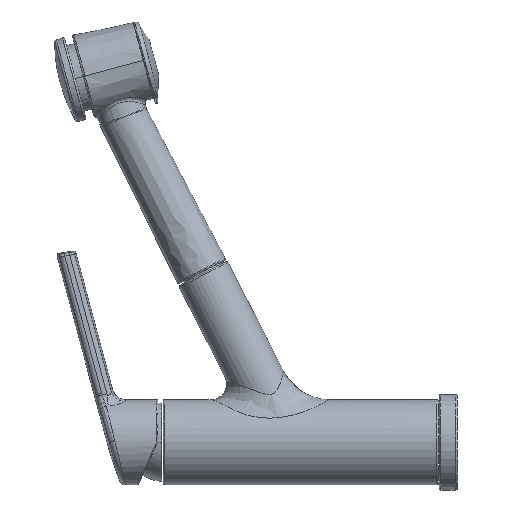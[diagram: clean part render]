
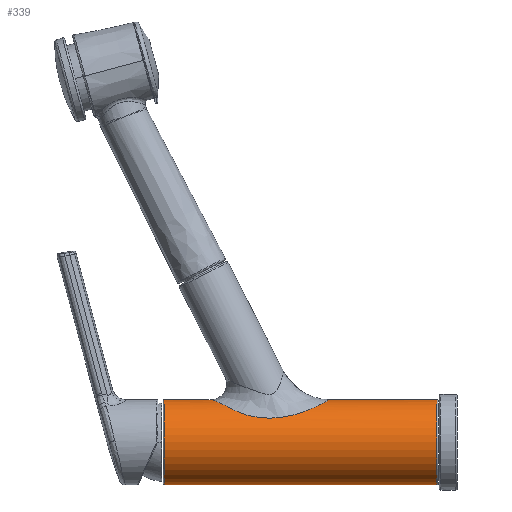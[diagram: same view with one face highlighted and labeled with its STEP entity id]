
A CAD part, left-side view. The second image highlights one B-rep face of the part: STEP entity #339.
In plain terms, the highlighted cylindrical face has radius 24.5 mm (diameter 49 mm), a partial arc.
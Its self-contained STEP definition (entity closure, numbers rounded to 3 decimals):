
#339=ADVANCED_FACE('',(#670),#671,.T.);
#670=FACE_OUTER_BOUND('',#5097,.T.);
#671=CYLINDRICAL_SURFACE('',#5098,24.5);
#5097=EDGE_LOOP('',(#6034,#6035,#6036,#6037,#6038,#6039));
#5098=AXIS2_PLACEMENT_3D('',#6040,#6041,#6042);
#6034=ORIENTED_EDGE('',*,*,#6464,.T.);
#6035=ORIENTED_EDGE('',*,*,#6458,.T.);
#6036=ORIENTED_EDGE('',*,*,#6463,.T.);
#6037=ORIENTED_EDGE('',*,*,#6471,.T.);
#6038=ORIENTED_EDGE('',*,*,#6461,.T.);
#6039=ORIENTED_EDGE('',*,*,#6470,.T.);
#6040=CARTESIAN_POINT('',(0.0,-11.433,0.));
#6041=DIRECTION('',(0.0,-1.0,0.0));
#6042=DIRECTION('',(0.0,0.0,1.0));
#6458=EDGE_CURVE('',#7021,#7019,#7022,.T.);
#6461=EDGE_CURVE('',#7025,#7026,#7027,.T.);
#6463=EDGE_CURVE('',#7019,#7028,#7030,.T.);
#6464=EDGE_CURVE('',#7031,#7021,#7032,.T.);
#6470=EDGE_CURVE('',#7026,#7031,#7040,.T.);
#6471=EDGE_CURVE('',#7028,#7025,#7041,.T.);
#7019=VERTEX_POINT('',#10985);
#7021=VERTEX_POINT('',#10987);
#7022=B_SPLINE_CURVE_WITH_KNOTS('',3,(#10988,#10989,#10990,#10991,#10992,#10993,#10994,#10995,#10996,#10997,#10998,#10999,#11000,#11001,#11002,#11003,#11004,#11005,#11006,#11007,#11008,#11009,#11010,#11011,#11012,#11013,#11014,#11015,#11016,#11017,#11018,#11019,#11020,#11021,#11022,#11023,#11024,#11025,#11026,#11027,#11028,#11029,#11030,#11031,#11032,#11033,#11034,#11035,#11036,#11037,#11038,#11039,#11040,#11041,#11042,#11043,#11044,#11045,#11046,#11047,#11048,#11049,#11050,#11051,#11052,#11053,#11054,#11055,#11056,#11057,#11058,#11059,#11060,#11061,#11062,#11063,#11064,#11065,#11066,#11067,#11068,#11069,#11070,#11071,#11072,#11073,#11074,#11075,#11076),.UNSPECIFIED.,.F.,.F.,(4,1,1,1,1,1,1,1,1,1,1,1,1,1,1,1,1,1,1,1,1,1,1,1,1,1,1,1,1,1,1,1,1,1,1,1,1,1,1,1,1,1,1,1,1,1,1,1,1,1,1,1,1,1,1,1,1,1,1,1,1,1,1,1,1,1,1,1,1,1,1,1,1,1,1,1,1,1,1,1,1,1,1,1,1,1,4),(0.0,0.012,0.023,0.035,0.047,0.058,0.07,0.081,0.093,0.105,0.116,0.128,0.14,0.151,0.163,0.174,0.186,0.198,0.209,0.221,0.233,0.244,0.256,0.267,0.279,0.291,0.302,0.314,0.326,0.337,0.349,0.36,0.372,0.384,0.395,0.407,0.419,0.43,0.442,0.453,0.465,0.477,0.488,0.5,0.512,0.523,0.535,0.547,0.558,0.57,0.581,0.593,0.605,0.616,0.628,0.64,0.651,0.663,0.674,0.686,0.698,0.709,0.721,0.733,0.744,0.756,0.767,0.779,0.791,0.802,0.814,0.826,0.837,0.849,0.86,0.872,0.884,0.895,0.907,0.919,0.93,0.942,0.953,0.965,0.977,0.988,1.0),.UNSPECIFIED.);
#7025=VERTEX_POINT('',#11167);
#7026=VERTEX_POINT('',#11168);
#7027=LINE('',#11169,#11170);
#7028=VERTEX_POINT('',#11171);
#7030=LINE('',#11173,#11174);
#7031=VERTEX_POINT('',#11175);
#7032=LINE('',#11176,#11177);
#7040=CIRCLE('',#11185,24.5);
#7041=CIRCLE('',#11186,24.5);
#10985=CARTESIAN_POINT('',(0.,131.351,24.5));
#10987=CARTESIAN_POINT('',(0.,62.923,24.5));
#10988=CARTESIAN_POINT('',(0.,62.923,24.5));
#10989=CARTESIAN_POINT('',(-0.189,62.923,24.5));
#10990=CARTESIAN_POINT('',(-0.567,62.931,24.496));
#10991=CARTESIAN_POINT('',(-1.136,62.967,24.476));
#10992=CARTESIAN_POINT('',(-1.706,63.028,24.443));
#10993=CARTESIAN_POINT('',(-2.278,63.113,24.396));
#10994=CARTESIAN_POINT('',(-2.852,63.224,24.336));
#10995=CARTESIAN_POINT('',(-3.429,63.361,24.261));
#10996=CARTESIAN_POINT('',(-4.01,63.526,24.172));
#10997=CARTESIAN_POINT('',(-4.594,63.718,24.068));
#10998=CARTESIAN_POINT('',(-5.182,63.94,23.948));
#10999=CARTESIAN_POINT('',(-5.775,64.193,23.812));
#11000=CARTESIAN_POINT('',(-6.373,64.478,23.659));
#11001=CARTESIAN_POINT('',(-6.975,64.798,23.489));
#11002=CARTESIAN_POINT('',(-7.581,65.155,23.3));
#11003=CARTESIAN_POINT('',(-8.192,65.549,23.093));
#11004=CARTESIAN_POINT('',(-8.806,65.985,22.866));
#11005=CARTESIAN_POINT('',(-9.423,66.463,22.619));
#11006=CARTESIAN_POINT('',(-10.043,66.987,22.35));
#11007=CARTESIAN_POINT('',(-10.663,67.558,22.061));
#11008=CARTESIAN_POINT('',(-11.284,68.18,21.751));
#11009=CARTESIAN_POINT('',(-11.902,68.855,21.419));
#11010=CARTESIAN_POINT('',(-12.516,69.585,21.066));
#11011=CARTESIAN_POINT('',(-13.125,70.373,20.692));
#11012=CARTESIAN_POINT('',(-13.725,71.219,20.299));
#11013=CARTESIAN_POINT('',(-14.313,72.127,19.888));
#11014=CARTESIAN_POINT('',(-14.888,73.096,19.462));
#11015=CARTESIAN_POINT('',(-15.444,74.127,19.023));
#11016=CARTESIAN_POINT('',(-15.98,75.219,18.575));
#11017=CARTESIAN_POINT('',(-16.492,76.37,18.122));
#11018=CARTESIAN_POINT('',(-16.976,77.576,17.669));
#11019=CARTESIAN_POINT('',(-17.43,78.834,17.222));
#11020=CARTESIAN_POINT('',(-17.851,80.142,16.784));
#11021=CARTESIAN_POINT('',(-18.237,81.488,16.363));
#11022=CARTESIAN_POINT('',(-18.587,82.869,15.964));
#11023=CARTESIAN_POINT('',(-18.901,84.28,15.591));
#11024=CARTESIAN_POINT('',(-19.178,85.715,15.248));
#11025=CARTESIAN_POINT('',(-19.42,87.172,14.938));
#11026=CARTESIAN_POINT('',(-19.627,88.646,14.664));
#11027=CARTESIAN_POINT('',(-19.801,90.13,14.429));
#11028=CARTESIAN_POINT('',(-19.941,91.628,14.234));
#11029=CARTESIAN_POINT('',(-20.05,93.131,14.081));
#11030=CARTESIAN_POINT('',(-20.127,94.631,13.97));
#11031=CARTESIAN_POINT('',(-20.173,96.124,13.903));
#11032=CARTESIAN_POINT('',(-20.19,97.596,13.879));
#11033=CARTESIAN_POINT('',(-20.177,99.046,13.897));
#11034=CARTESIAN_POINT('',(-20.136,100.47,13.957));
#11035=CARTESIAN_POINT('',(-20.067,101.862,14.056));
#11036=CARTESIAN_POINT('',(-19.969,103.234,14.195));
#11037=CARTESIAN_POINT('',(-19.844,104.578,14.369));
#11038=CARTESIAN_POINT('',(-19.692,105.886,14.577));
#11039=CARTESIAN_POINT('',(-19.513,107.155,14.816));
#11040=CARTESIAN_POINT('',(-19.307,108.387,15.084));
#11041=CARTESIAN_POINT('',(-19.074,109.581,15.378));
#11042=CARTESIAN_POINT('',(-18.814,110.738,15.695));
#11043=CARTESIAN_POINT('',(-18.526,111.859,16.035));
#11044=CARTESIAN_POINT('',(-18.209,112.947,16.394));
#11045=CARTESIAN_POINT('',(-17.861,114.006,16.773));
#11046=CARTESIAN_POINT('',(-17.481,115.04,17.169));
#11047=CARTESIAN_POINT('',(-17.066,116.05,17.582));
#11048=CARTESIAN_POINT('',(-16.614,117.043,18.01));
#11049=CARTESIAN_POINT('',(-16.121,118.022,18.453));
#11050=CARTESIAN_POINT('',(-15.584,118.99,18.909));
#11051=CARTESIAN_POINT('',(-15.004,119.941,19.373));
#11052=CARTESIAN_POINT('',(-14.37,120.893,19.849));
#11053=CARTESIAN_POINT('',(-13.673,121.854,20.336));
#11054=CARTESIAN_POINT('',(-12.917,122.817,20.825));
#11055=CARTESIAN_POINT('',(-12.134,123.743,21.291));
#11056=CARTESIAN_POINT('',(-11.316,124.643,21.737));
#11057=CARTESIAN_POINT('',(-10.454,125.53,22.165));
#11058=CARTESIAN_POINT('',(-9.568,126.388,22.561));
#11059=CARTESIAN_POINT('',(-8.705,127.174,22.907));
#11060=CARTESIAN_POINT('',(-7.882,127.875,23.202));
#11061=CARTESIAN_POINT('',(-7.112,128.488,23.449));
#11062=CARTESIAN_POINT('',(-6.402,129.012,23.652));
#11063=CARTESIAN_POINT('',(-5.754,129.453,23.817));
#11064=CARTESIAN_POINT('',(-5.162,129.821,23.952));
#11065=CARTESIAN_POINT('',(-4.616,130.128,24.063));
#11066=CARTESIAN_POINT('',(-4.108,130.385,24.155));
#11067=CARTESIAN_POINT('',(-3.626,130.601,24.232));
#11068=CARTESIAN_POINT('',(-3.164,130.782,24.296));
#11069=CARTESIAN_POINT('',(-2.713,130.934,24.351));
#11070=CARTESIAN_POINT('',(-2.267,131.06,24.396));
#11071=CARTESIAN_POINT('',(-1.821,131.163,24.434));
#11072=CARTESIAN_POINT('',(-1.371,131.244,24.463));
#11073=CARTESIAN_POINT('',(-0.917,131.303,24.484));
#11074=CARTESIAN_POINT('',(-0.458,131.34,24.497));
#11075=CARTESIAN_POINT('',(-0.153,131.35,24.5));
#11076=CARTESIAN_POINT('',(0.,131.351,24.5));
#11167=CARTESIAN_POINT('',(0.0,158.2,-24.5));
#11168=CARTESIAN_POINT('',(0.0,1.3,-24.5));
#11169=CARTESIAN_POINT('',(0.,158.2,-24.5));
#11170=VECTOR('',#11648,156.9);
#11171=CARTESIAN_POINT('',(0.0,158.2,24.5));
#11173=CARTESIAN_POINT('',(0.,131.351,24.5));
#11174=VECTOR('',#11652,26.849);
#11175=CARTESIAN_POINT('',(0.0,1.3,24.5));
#11176=CARTESIAN_POINT('',(0.,1.3,24.5));
#11177=VECTOR('',#11653,61.623);
#11185=AXIS2_PLACEMENT_3D('',#11669,#11670,#11671);
#11186=AXIS2_PLACEMENT_3D('',#11672,#11673,#11674);
#11648=DIRECTION('',(0.0,-1.0,0.0));
#11652=DIRECTION('',(0.,1.0,0.));
#11653=DIRECTION('',(0.,1.0,0.));
#11669=CARTESIAN_POINT('',(0.0,1.3,0.));
#11670=DIRECTION('',(0.0,1.0,0.0));
#11671=DIRECTION('',(0.0,0.0,-1.0));
#11672=CARTESIAN_POINT('',(0.0,158.2,0.));
#11673=DIRECTION('',(0.0,-1.0,0.0));
#11674=DIRECTION('',(0.0,0.0,1.0));
